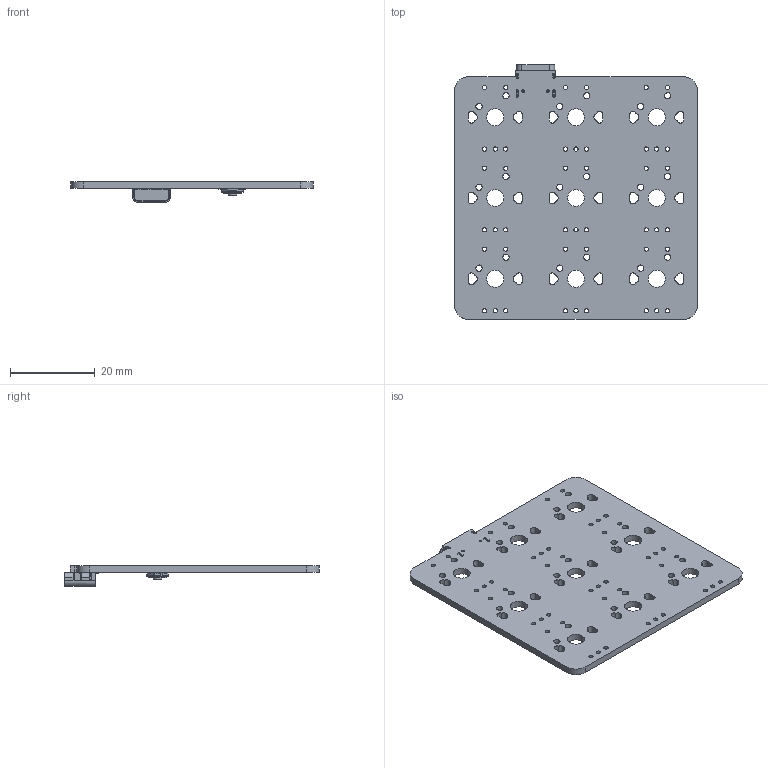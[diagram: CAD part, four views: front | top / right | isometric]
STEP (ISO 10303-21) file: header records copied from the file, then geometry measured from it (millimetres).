
FILE_DESCRIPTION(('KiCad electronic assembly'),'2;1');
FILE_NAME('Aioli.step','2022-03-16T01:58:33',('Pcbnew'),('Kicad'), 'Open CASCADE STEP processor 7.5','KiCad to STEP converter','Unknown' );
FILE_SCHEMA(('AUTOMOTIVE_DESIGN { 1 0 10303 214 1 1 1 1 }'));
Length unit declared in the file: millimetre
Products named in the file (6): Aioli 1; SW_SPST_TL3342; SOLID; USB Type C Port (SMD Type); COMPOUND; Aioli PCB
Assembly tree (5 placements, depth 3):
  Aioli 1
    SW_SPST_TL3342
      SOLID
    USB Type C Port (SMD Type)
      COMPOUND
    Aioli PCB
Bounding box: 57.15 x 60.01 x 4.86 mm (x, y, z)
Volume: 4954.8 mm3; surface area: 7829.8 mm2
Topology: 26 solids, 27 shells, 773 faces, 2048 edges, 1323 vertices
Faces by surface type: bspline 587, cylinder 149, plane 37
Full cylindrical faces by diameter (mm): 0.65 x2, 1 x45, 1.47 x18, 3.988 x9
Entity records: 51813 total; most frequent: CARTESIAN_POINT 19410, ORIENTED_EDGE 4080, PCURVE 4080, DEFINITIONAL_REPRESENTATION 4080, B_SPLINE_CURVE_WITH_KNOTS 4026, EDGE_CURVE 2040, DIRECTION 1968, SURFACE_CURVE 1964
